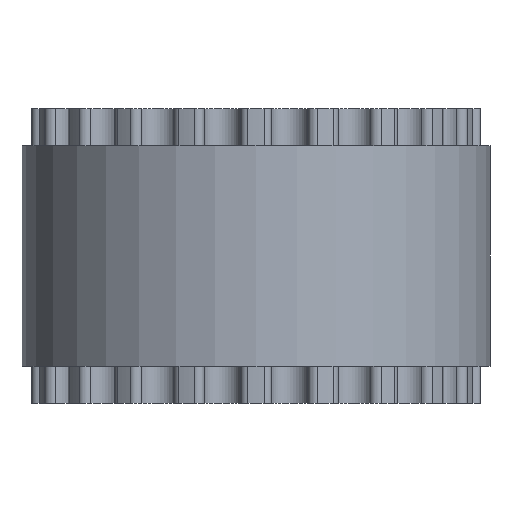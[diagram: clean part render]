
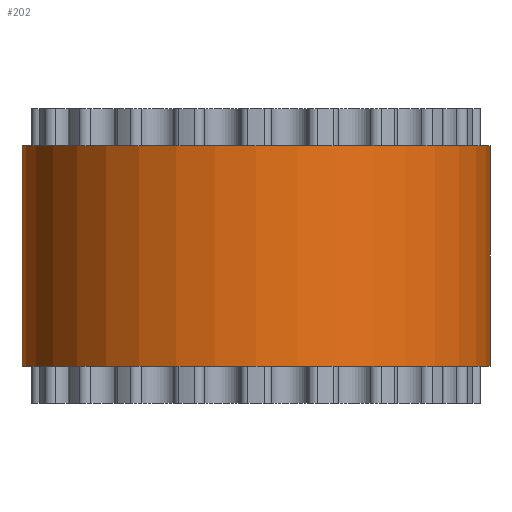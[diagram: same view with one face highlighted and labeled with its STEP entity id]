
A CAD part, front view. The second image highlights one B-rep face of the part: STEP entity #202.
In plain terms, the highlighted cylindrical face has radius 6.366 mm (diameter 12.732 mm), a full revolution.
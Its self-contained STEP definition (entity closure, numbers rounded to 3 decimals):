
#97=FACE_BOUND('',#448,.T.);
#98=FACE_BOUND('',#449,.T.);
#202=ADVANCED_FACE('',(#97,#98),#283,.T.);
#283=CYLINDRICAL_SURFACE('',#1903,6.366);
#448=EDGE_LOOP('',(#1090));
#449=EDGE_LOOP('',(#1091));
#1090=ORIENTED_EDGE('',*,*,#1494,.T.);
#1091=ORIENTED_EDGE('',*,*,#1495,.T.);
#1252=VERTEX_POINT('',#2960);
#1253=VERTEX_POINT('',#2962);
#1494=EDGE_CURVE('',#1252,#1252,#1656,.T.);
#1495=EDGE_CURVE('',#1253,#1253,#1657,.T.);
#1656=CIRCLE('',#1901,6.366);
#1657=CIRCLE('',#1902,6.366);
#1901=AXIS2_PLACEMENT_3D('',#2959,#2470,#2471);
#1902=AXIS2_PLACEMENT_3D('',#2961,#2472,#2473);
#1903=AXIS2_PLACEMENT_3D('',#2963,#2474,#2475);
#2470=DIRECTION('',(0.,0.,1.));
#2471=DIRECTION('',(1.,0.,0.));
#2472=DIRECTION('',(0.,0.,-1.));
#2473=DIRECTION('',(1.,0.,0.));
#2474=DIRECTION('',(0.,0.,1.));
#2475=DIRECTION('',(1.,0.,0.));
#2959=CARTESIAN_POINT('',(0.,0.,1.));
#2960=CARTESIAN_POINT('',(6.366,0.,1.));
#2961=CARTESIAN_POINT('',(0.,0.,7.));
#2962=CARTESIAN_POINT('',(6.366,0.,7.));
#2963=CARTESIAN_POINT('',(0.,0.,1.));
